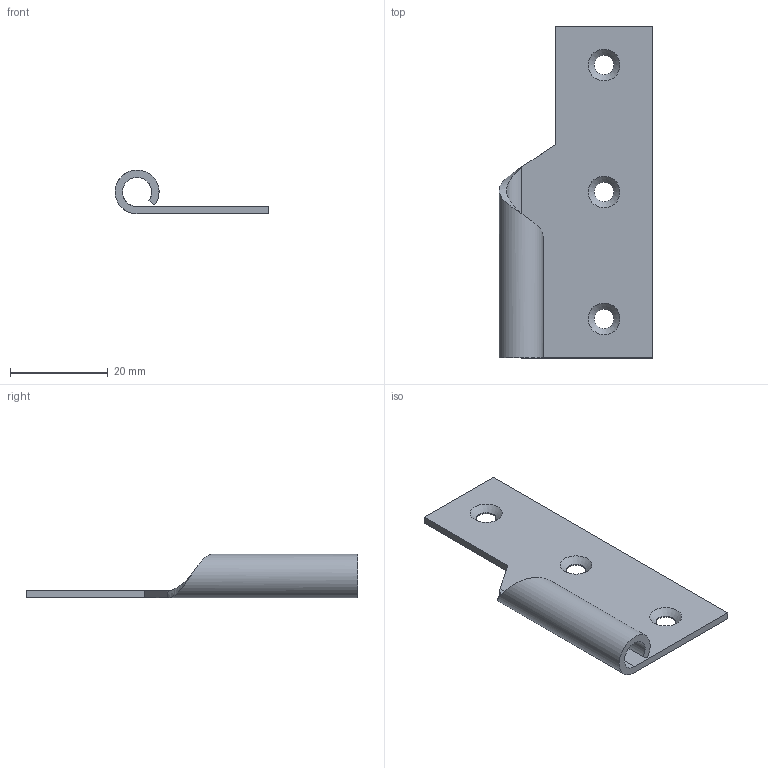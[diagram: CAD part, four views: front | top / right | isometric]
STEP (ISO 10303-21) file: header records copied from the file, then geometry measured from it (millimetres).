
FILE_DESCRIPTION((''),'2;1');
FILE_NAME('Leaf.stp','2019-05-31T06:53:36',('Administrator'),(''),'Autodesk Inventor 2008','Autodesk Inventor 2008','');
FILE_SCHEMA(('AUTOMOTIVE_DESIGN { 1 0 10303 214 1 1 1 1 }'));
Length unit declared in the file: millimetre
Products named in the file (1): Leaf
Bounding box: 31.5 x 68 x 9 mm (x, y, z)
Volume: 3314 mm3; surface area: 4825.9 mm2
Topology: 1 solids, 1 shells, 21 faces, 52 edges, 32 vertices
Faces by surface type: plane 11, cylinder 5, cone 3, bspline 2
Full cylindrical faces by diameter (mm): 4 x3
Entity records: 775 total; most frequent: CARTESIAN_POINT 276, DIRECTION 90, ORIENTED_EDGE 90, EDGE_CURVE 45, EDGE_LOOP 33, VERTEX_POINT 32, AXIS2_PLACEMENT_3D 31, VECTOR 28
